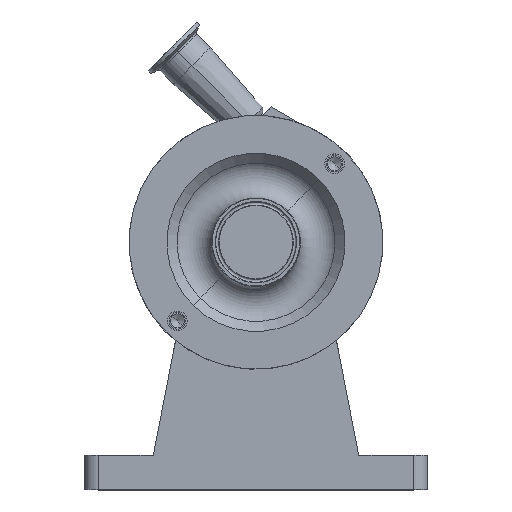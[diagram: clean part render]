
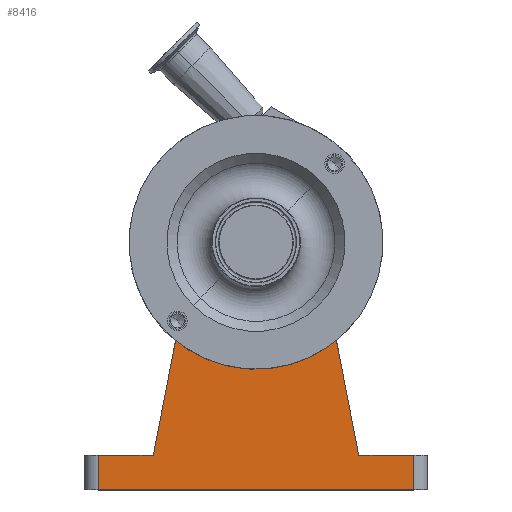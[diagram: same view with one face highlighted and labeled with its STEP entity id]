
A CAD part, top view. The second image highlights one B-rep face of the part: STEP entity #8416.
In plain terms, the highlighted planar face has unit normal (0, 0, 1).
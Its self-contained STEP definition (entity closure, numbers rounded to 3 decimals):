
#2365 = CARTESIAN_POINT ( 'NONE',  ( 115., -155., 125. ) ) ;
#2396 = DIRECTION ( 'NONE',  ( 0., 1., 0. ) ) ;
#2397 = VECTOR ( 'NONE', #2396, 1000. ) ;
#2398 = CARTESIAN_POINT ( 'NONE',  ( 115., -155., 125. ) ) ;
#2401 = LINE ( 'NONE', #2398, #2397 ) ;
#2402 = CARTESIAN_POINT ( 'NONE',  ( 115., -180., 125. ) ) ;
#2469 = DIRECTION ( 'NONE',  ( 1., 0., 0. ) ) ;
#2470 = VECTOR ( 'NONE', #2469, 1000. ) ;
#2471 = CARTESIAN_POINT ( 'NONE',  ( 125., -180., 125. ) ) ;
#2474 = LINE ( 'NONE', #2471, #2470 ) ;
#2475 = CARTESIAN_POINT ( 'NONE',  ( -115., -180., 125. ) ) ;
#2609 = CARTESIAN_POINT ( 'NONE',  ( -74.91, -155., 125. ) ) ;
#2610 = CARTESIAN_POINT ( 'NONE',  ( -115., -155., 125. ) ) ;
#2613 = DIRECTION ( 'NONE',  ( 0., -1., 0. ) ) ;
#2615 = VECTOR ( 'NONE', #2613, 1000. ) ;
#2616 = CARTESIAN_POINT ( 'NONE',  ( -115., -155., 125. ) ) ;
#2617 = LINE ( 'NONE', #2616, #2615 ) ;
#2640 = DIRECTION ( 'NONE',  ( 1., 0., 0. ) ) ;
#2641 = VECTOR ( 'NONE', #2640, 1000. ) ;
#2642 = CARTESIAN_POINT ( 'NONE',  ( 125., -155., 125. ) ) ;
#2645 = CARTESIAN_POINT ( 'NONE',  ( 74.91, -155., 125. ) ) ;
#2652 = LINE ( 'NONE', #2642, #2641 ) ;
#2691 = DIRECTION ( 'NONE',  ( 1., 0., 0. ) ) ;
#2692 = VECTOR ( 'NONE', #2691, 1000. ) ;
#2693 = CARTESIAN_POINT ( 'NONE',  ( 125., -155., 125. ) ) ;
#2694 = LINE ( 'NONE', #2693, #2692 ) ;
#2728 = DIRECTION ( 'NONE',  ( -0.191, 0.982, 0. ) ) ;
#2729 = VECTOR ( 'NONE', #2728, 1000. ) ;
#2730 = CARTESIAN_POINT ( 'NONE',  ( 74.91, -155., 125. ) ) ;
#2732 = LINE ( 'NONE', #2730, #2729 ) ;
#2741 = DIRECTION ( 'NONE',  ( -1., 0., 0. ) ) ;
#2747 = PLANE ( 'NONE',  #2748 ) ;
#2748 = AXIS2_PLACEMENT_3D ( 'NONE', #2763, #2759, #2741 ) ;
#2749 = DIRECTION ( 'NONE',  ( -0.191, -0.982, 0. ) ) ;
#2750 = VECTOR ( 'NONE', #2749, 1000. ) ;
#2751 = CARTESIAN_POINT ( 'NONE',  ( -47.697, -15., 125. ) ) ;
#2752 = LINE ( 'NONE', #2751, #2750 ) ;
#2753 = FACE_OUTER_BOUND ( 'NONE', #8417, .T. ) ;
#2759 = DIRECTION ( 'NONE',  ( 0., 0., -1. ) ) ;
#2763 = CARTESIAN_POINT ( 'NONE',  ( 125., -155., 125. ) ) ;
#5209 = CARTESIAN_POINT ( 'NONE',  ( 47.697, -15., 125. ) ) ;
#5411 = DIRECTION ( 'NONE',  ( 1., 0., 0. ) ) ;
#5412 = DIRECTION ( 'NONE',  ( 0., 0., -1. ) ) ;
#5413 = AXIS2_PLACEMENT_3D ( 'NONE', #5416, #5412, #5411 ) ;
#5416 = CARTESIAN_POINT ( 'NONE',  ( 0., 0., 125. ) ) ;
#5425 = CARTESIAN_POINT ( 'NONE',  ( -47.697, -15., 125. ) ) ;
#5427 = CIRCLE ( 'NONE', #5413, 50. ) ;
#6516 = VERTEX_POINT ( 'NONE', #5209 ) ;
#6576 = EDGE_CURVE ( 'NONE', #6516, #6580, #5427, .T. ) ;
#6580 = VERTEX_POINT ( 'NONE', #5425 ) ;
#8136 = EDGE_CURVE ( 'NONE', #8147, #8145, #2401, .T. ) ;
#8145 = VERTEX_POINT ( 'NONE', #2365 ) ;
#8147 = VERTEX_POINT ( 'NONE', #2402 ) ;
#8167 = VERTEX_POINT ( 'NONE', #2475 ) ;
#8169 = EDGE_CURVE ( 'NONE', #8167, #8147, #2474, .T. ) ;
#8293 = VERTEX_POINT ( 'NONE', #2610 ) ;
#8300 = VERTEX_POINT ( 'NONE', #2609 ) ;
#8340 = EDGE_CURVE ( 'NONE', #8293, #8167, #2617, .T. ) ;
#8359 = EDGE_CURVE ( 'NONE', #8293, #8300, #2652, .T. ) ;
#8361 = VERTEX_POINT ( 'NONE', #2645 ) ;
#8371 = EDGE_CURVE ( 'NONE', #8361, #8145, #2694, .T. ) ;
#8383 = ORIENTED_EDGE ( 'NONE', *, *, #8414, .T. ) ;
#8386 = ORIENTED_EDGE ( 'NONE', *, *, #8390, .T. ) ;
#8387 = ORIENTED_EDGE ( 'NONE', *, *, #6576, .T. ) ;
#8390 = EDGE_CURVE ( 'NONE', #8361, #6516, #2732, .T. ) ;
#8393 = ORIENTED_EDGE ( 'NONE', *, *, #8359, .F. ) ;
#8394 = ORIENTED_EDGE ( 'NONE', *, *, #8371, .F. ) ;
#8395 = ORIENTED_EDGE ( 'NONE', *, *, #8169, .T. ) ;
#8400 = ORIENTED_EDGE ( 'NONE', *, *, #8136, .T. ) ;
#8406 = ORIENTED_EDGE ( 'NONE', *, *, #8340, .T. ) ;
#8414 = EDGE_CURVE ( 'NONE', #6580, #8300, #2752, .T. ) ;
#8416 = ADVANCED_FACE ( 'NONE', ( #2753 ), #2747, .F. ) ;
#8417 = EDGE_LOOP ( 'NONE', ( #8393, #8406, #8395, #8400, #8394, #8386, #8387, #8383 ) ) ;
